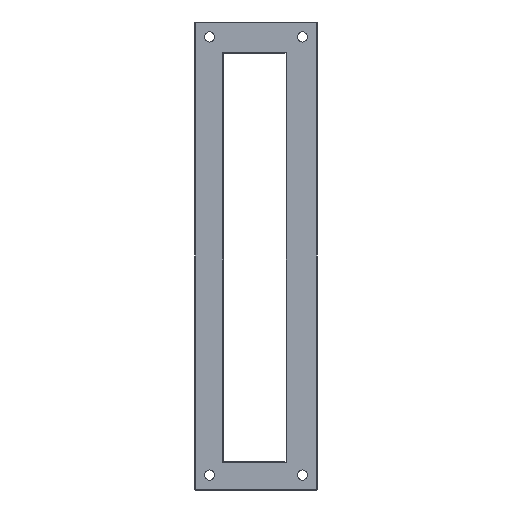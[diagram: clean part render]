
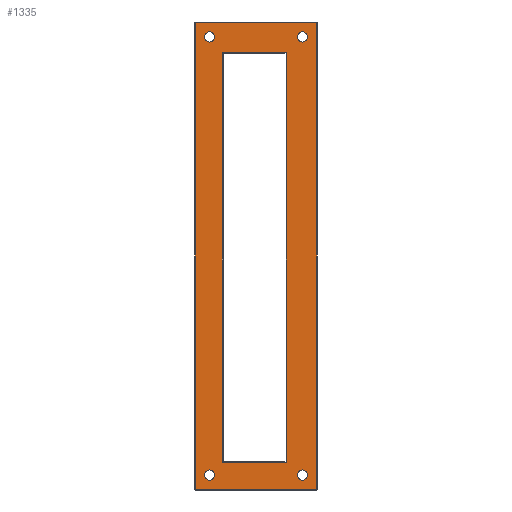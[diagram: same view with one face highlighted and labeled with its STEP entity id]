
A CAD part, left-side view. The second image highlights one B-rep face of the part: STEP entity #1335.
In plain terms, the highlighted planar face has unit normal (-1, 0, 0).
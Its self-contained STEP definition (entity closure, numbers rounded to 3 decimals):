
#15=FACE_BOUND('',#292,.T.);
#16=FACE_BOUND('',#293,.T.);
#17=FACE_BOUND('',#294,.T.);
#18=FACE_BOUND('',#295,.T.);
#19=FACE_BOUND('',#296,.T.);
#27=PLANE('',#1475);
#44=LINE('',#3785,#92);
#45=LINE('',#3789,#93);
#48=LINE('',#3797,#96);
#50=LINE('',#3801,#98);
#56=LINE('',#3813,#104);
#57=LINE('',#3814,#105);
#58=LINE('',#3815,#106);
#59=LINE('',#3816,#107);
#92=VECTOR('',#1698,10.);
#93=VECTOR('',#1703,10.);
#96=VECTOR('',#1710,10.);
#98=VECTOR('',#1716,10.);
#104=VECTOR('',#1728,10.);
#105=VECTOR('',#1729,10.);
#106=VECTOR('',#1730,10.);
#107=VECTOR('',#1731,10.);
#209=FACE_OUTER_BOUND('',#291,.T.);
#291=EDGE_LOOP('',(#1009,#1010,#1011,#1012,#1013,#1014,#1015,#1016,#1017,
#1018,#1019,#1020));
#292=EDGE_LOOP('',(#1021));
#293=EDGE_LOOP('',(#1022));
#294=EDGE_LOOP('',(#1023));
#295=EDGE_LOOP('',(#1024));
#296=EDGE_LOOP('',(#1025,#1026,#1027,#1028));
#367=CIRCLE('',#1415,0.3);
#370=CIRCLE('',#1418,0.3);
#391=CIRCLE('',#1439,0.3);
#394=CIRCLE('',#1442,0.3);
#397=CIRCLE('',#1445,0.3);
#400=CIRCLE('',#1448,0.3);
#407=CIRCLE('',#1455,0.3);
#410=CIRCLE('',#1458,0.3);
#417=CIRCLE('',#1476,1.7);
#418=CIRCLE('',#1477,1.7);
#419=CIRCLE('',#1478,1.7);
#420=CIRCLE('',#1479,1.7);
#527=VERTEX_POINT('',#2632);
#528=VERTEX_POINT('',#2639);
#530=VERTEX_POINT('',#2685);
#555=VERTEX_POINT('',#3200);
#556=VERTEX_POINT('',#3207);
#558=VERTEX_POINT('',#3253);
#563=VERTEX_POINT('',#3346);
#564=VERTEX_POINT('',#3353);
#566=VERTEX_POINT('',#3399);
#575=VERTEX_POINT('',#3584);
#576=VERTEX_POINT('',#3591);
#578=VERTEX_POINT('',#3637);
#587=VERTEX_POINT('',#3782);
#588=VERTEX_POINT('',#3784);
#589=VERTEX_POINT('',#3788);
#592=VERTEX_POINT('',#3796);
#596=VERTEX_POINT('',#3817);
#597=VERTEX_POINT('',#3819);
#598=VERTEX_POINT('',#3821);
#599=VERTEX_POINT('',#3823);
#667=EDGE_CURVE('',#527,#528,#367,.T.);
#671=EDGE_CURVE('',#530,#527,#370,.T.);
#705=EDGE_CURVE('',#555,#556,#391,.T.);
#709=EDGE_CURVE('',#558,#555,#394,.T.);
#715=EDGE_CURVE('',#563,#564,#397,.T.);
#719=EDGE_CURVE('',#566,#563,#400,.T.);
#731=EDGE_CURVE('',#575,#576,#407,.T.);
#735=EDGE_CURVE('',#578,#575,#410,.T.);
#747=EDGE_CURVE('',#587,#588,#44,.T.);
#749=EDGE_CURVE('',#588,#589,#45,.T.);
#753=EDGE_CURVE('',#589,#592,#48,.T.);
#756=EDGE_CURVE('',#592,#587,#50,.T.);
#762=EDGE_CURVE('',#564,#530,#56,.T.);
#763=EDGE_CURVE('',#576,#566,#57,.T.);
#764=EDGE_CURVE('',#556,#578,#58,.T.);
#765=EDGE_CURVE('',#528,#558,#59,.T.);
#766=EDGE_CURVE('',#596,#596,#417,.T.);
#767=EDGE_CURVE('',#597,#597,#418,.T.);
#768=EDGE_CURVE('',#598,#598,#419,.T.);
#769=EDGE_CURVE('',#599,#599,#420,.T.);
#1009=ORIENTED_EDGE('',*,*,#671,.F.);
#1010=ORIENTED_EDGE('',*,*,#762,.F.);
#1011=ORIENTED_EDGE('',*,*,#715,.F.);
#1012=ORIENTED_EDGE('',*,*,#719,.F.);
#1013=ORIENTED_EDGE('',*,*,#763,.F.);
#1014=ORIENTED_EDGE('',*,*,#731,.F.);
#1015=ORIENTED_EDGE('',*,*,#735,.F.);
#1016=ORIENTED_EDGE('',*,*,#764,.F.);
#1017=ORIENTED_EDGE('',*,*,#705,.F.);
#1018=ORIENTED_EDGE('',*,*,#709,.F.);
#1019=ORIENTED_EDGE('',*,*,#765,.F.);
#1020=ORIENTED_EDGE('',*,*,#667,.F.);
#1021=ORIENTED_EDGE('',*,*,#766,.F.);
#1022=ORIENTED_EDGE('',*,*,#767,.F.);
#1023=ORIENTED_EDGE('',*,*,#768,.F.);
#1024=ORIENTED_EDGE('',*,*,#769,.F.);
#1025=ORIENTED_EDGE('',*,*,#747,.F.);
#1026=ORIENTED_EDGE('',*,*,#756,.F.);
#1027=ORIENTED_EDGE('',*,*,#753,.F.);
#1028=ORIENTED_EDGE('',*,*,#749,.F.);
#1335=ADVANCED_FACE('',(#209,#15,#16,#17,#18,#19),#27,.F.);
#1415=AXIS2_PLACEMENT_3D('',#2640,#1593,#1594);
#1418=AXIS2_PLACEMENT_3D('',#2687,#1599,#1600);
#1439=AXIS2_PLACEMENT_3D('',#3208,#1641,#1642);
#1442=AXIS2_PLACEMENT_3D('',#3255,#1647,#1648);
#1445=AXIS2_PLACEMENT_3D('',#3354,#1653,#1654);
#1448=AXIS2_PLACEMENT_3D('',#3401,#1659,#1660);
#1455=AXIS2_PLACEMENT_3D('',#3592,#1673,#1674);
#1458=AXIS2_PLACEMENT_3D('',#3639,#1679,#1680);
#1475=AXIS2_PLACEMENT_3D('',#3812,#1726,#1727);
#1476=AXIS2_PLACEMENT_3D('',#3818,#1732,#1733);
#1477=AXIS2_PLACEMENT_3D('',#3820,#1734,#1735);
#1478=AXIS2_PLACEMENT_3D('',#3822,#1736,#1737);
#1479=AXIS2_PLACEMENT_3D('',#3824,#1738,#1739);
#1593=DIRECTION('center_axis',(1.,0.,0.));
#1594=DIRECTION('ref_axis',(0.,0.707,-0.707));
#1599=DIRECTION('center_axis',(1.,0.,0.));
#1600=DIRECTION('ref_axis',(0.,0.707,-0.707));
#1641=DIRECTION('center_axis',(1.,0.,0.));
#1642=DIRECTION('ref_axis',(0.,0.707,0.707));
#1647=DIRECTION('center_axis',(1.,0.,0.));
#1648=DIRECTION('ref_axis',(0.,0.707,0.707));
#1653=DIRECTION('center_axis',(1.,0.,0.));
#1654=DIRECTION('ref_axis',(0.,-0.707,-0.707));
#1659=DIRECTION('center_axis',(1.,0.,0.));
#1660=DIRECTION('ref_axis',(0.,-0.707,-0.707));
#1673=DIRECTION('center_axis',(1.,0.,0.));
#1674=DIRECTION('ref_axis',(0.,-0.707,0.707));
#1679=DIRECTION('center_axis',(1.,0.,0.));
#1680=DIRECTION('ref_axis',(0.,-0.707,0.707));
#1698=DIRECTION('',(0.,0.,1.));
#1703=DIRECTION('',(0.,1.,0.));
#1710=DIRECTION('',(0.,0.,-1.));
#1716=DIRECTION('',(0.,-1.,0.));
#1726=DIRECTION('center_axis',(1.,0.,0.));
#1727=DIRECTION('ref_axis',(0.,0.,-1.));
#1728=DIRECTION('',(0.,1.,0.));
#1729=DIRECTION('',(0.,0.,-1.));
#1730=DIRECTION('',(0.,-1.,0.));
#1731=DIRECTION('',(0.,0.,1.));
#1732=DIRECTION('center_axis',(-1.,0.,0.));
#1733=DIRECTION('ref_axis',(0.,0.,-1.));
#1734=DIRECTION('center_axis',(-1.,0.,0.));
#1735=DIRECTION('ref_axis',(0.,0.,-1.));
#1736=DIRECTION('center_axis',(-1.,0.,0.));
#1737=DIRECTION('ref_axis',(0.,0.,-1.));
#1738=DIRECTION('center_axis',(-1.,0.,0.));
#1739=DIRECTION('ref_axis',(0.,0.,-1.));
#2632=CARTESIAN_POINT('',(0.,44.612,-91.131));
#2639=CARTESIAN_POINT('',(0.,44.7,-90.919));
#2640=CARTESIAN_POINT('Origin',(0.,44.4,-90.919));
#2685=CARTESIAN_POINT('',(0.,44.4,-91.219));
#2687=CARTESIAN_POINT('Origin',(0.,44.4,-90.919));
#3200=CARTESIAN_POINT('',(0.,44.612,64.612));
#3207=CARTESIAN_POINT('',(0.,44.4,64.7));
#3208=CARTESIAN_POINT('Origin',(0.,44.4,64.4));
#3253=CARTESIAN_POINT('',(0.,44.7,64.4));
#3255=CARTESIAN_POINT('Origin',(0.,44.4,64.4));
#3346=CARTESIAN_POINT('',(0.,4.319,-91.131));
#3353=CARTESIAN_POINT('',(0.,4.531,-91.219));
#3354=CARTESIAN_POINT('Origin',(0.,4.531,-90.919));
#3399=CARTESIAN_POINT('',(0.,4.231,-90.919));
#3401=CARTESIAN_POINT('Origin',(0.,4.531,-90.919));
#3584=CARTESIAN_POINT('',(0.,4.319,64.612));
#3591=CARTESIAN_POINT('',(0.,4.231,64.4));
#3592=CARTESIAN_POINT('Origin',(0.,4.531,64.4));
#3637=CARTESIAN_POINT('',(0.,4.531,64.7));
#3639=CARTESIAN_POINT('Origin',(0.,4.531,64.4));
#3782=CARTESIAN_POINT('',(0.,14.131,-82.319));
#3784=CARTESIAN_POINT('',(0.,14.131,54.8));
#3785=CARTESIAN_POINT('',(0.,14.131,-47.639));
#3788=CARTESIAN_POINT('',(0.,35.8,54.8));
#3789=CARTESIAN_POINT('',(0.,19.448,54.8));
#3796=CARTESIAN_POINT('',(0.,35.8,-82.319));
#3797=CARTESIAN_POINT('',(0.,35.8,20.62));
#3801=CARTESIAN_POINT('',(0.,29.983,-82.319));
#3812=CARTESIAN_POINT('Origin',(0.,24.466,-13.259));
#3813=CARTESIAN_POINT('',(0.,14.198,-91.219));
#3814=CARTESIAN_POINT('',(0.,4.231,25.87));
#3815=CARTESIAN_POINT('',(0.,34.733,64.7));
#3816=CARTESIAN_POINT('',(0.,44.7,-52.389));
#3817=CARTESIAN_POINT('',(0.,40.,61.7));
#3818=CARTESIAN_POINT('Origin',(0.,40.,60.));
#3819=CARTESIAN_POINT('',(0.,8.931,61.7));
#3820=CARTESIAN_POINT('Origin',(0.,8.931,60.));
#3821=CARTESIAN_POINT('',(0.,40.,-84.819));
#3822=CARTESIAN_POINT('Origin',(0.,40.,-86.519));
#3823=CARTESIAN_POINT('',(0.,8.931,-84.819));
#3824=CARTESIAN_POINT('Origin',(0.,8.931,-86.519));
